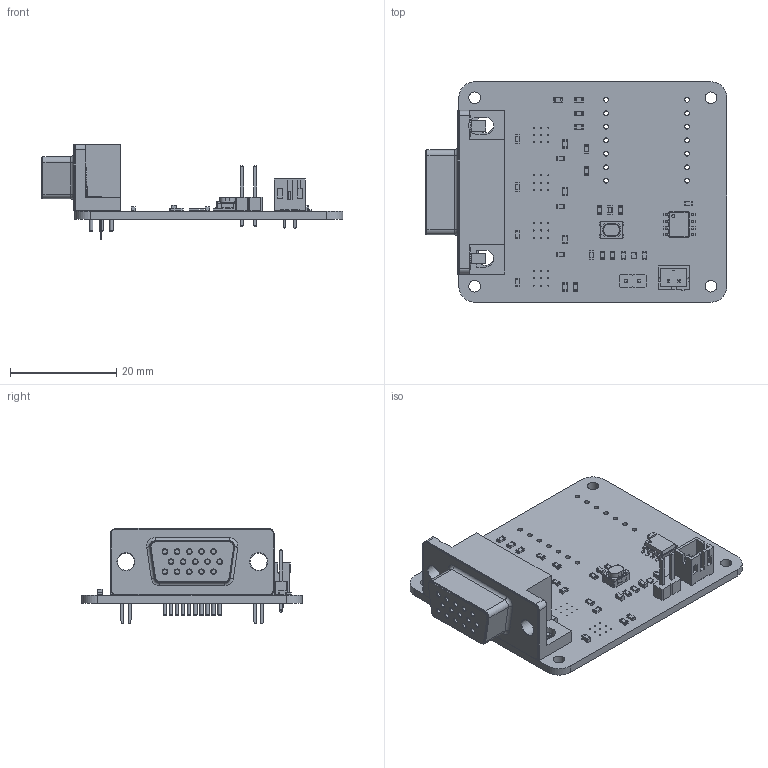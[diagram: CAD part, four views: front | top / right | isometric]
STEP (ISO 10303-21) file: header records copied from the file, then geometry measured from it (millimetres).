
FILE_DESCRIPTION(('KiCad electronic assembly'),'2;1');
FILE_NAME('payload-datalogger.step','2025-04-02T22:35:11',('Pcbnew'),( 'Kicad'),'Open CASCADE STEP processor 7.8','KiCad to STEP converter' ,'Unknown');
FILE_SCHEMA(('AUTOMOTIVE_DESIGN { 1 0 10303 214 1 1 1 1 }'));
Length unit declared in the file: millimetre
Products named in the file (14): payload-datalogger 1; C_0603_1608Metric; JST_PH_B2B-PH-K_1x02_P2.00mm_Vertical; R_0603_1608Metric; OnSemi_XDFN4-1EP_1.0x1.0mm_EP0.52x0.52mm; PinHeader_1x02_P2.54mm_Vertical; LED_0603_1608Metric; PTS815SJM250SMTRLFS; PTS815SJM250SMTRLFS_PART1; PTS815SJM250SMTRLFS_PART2; PTS815SJM250SMTRLFS_PART3; SOIC-8_3.9x4.9mm_P1.27mm; DSUB-15-HD_Socket_Horizontal_P2.29x1.90mm_EdgePinOffset3.03mm_Housed_
MountingHolesOffset4.94mm; payload-datalogger_PCB
Assembly tree (37 placements, depth 3):
  payload-datalogger 1
    C_0603_1608Metric  x9
    JST_PH_B2B-PH-K_1x02_P2.00mm_Vertical
    R_0603_1608Metric  x17
    OnSemi_XDFN4-1EP_1.0x1.0mm_EP0.52x0.52mm
    PinHeader_1x02_P2.54mm_Vertical
    LED_0603_1608Metric
    PTS815SJM250SMTRLFS
      PTS815SJM250SMTRLFS_PART1
      PTS815SJM250SMTRLFS_PART2
      PTS815SJM250SMTRLFS_PART3
    SOIC-8_3.9x4.9mm_P1.27mm
    DSUB-15-HD_Socket_Horizontal_P2.29x1.90mm_EdgePinOffset3.03mm_Housed_
MountingHolesOffset4.94mm
    payload-datalogger_PCB
Bounding box: 56.85 x 41.5 x 17.9 mm (x, y, z)
Volume: 6569.8 mm3; surface area: 7638.1 mm2
Topology: 33 solids, 41 shells, 1630 faces, 4352 edges, 2833 vertices
Faces by surface type: plane 1064, cylinder 478, bspline 32, torus 27, cone 25, revolution 4
Full cylindrical faces by diameter (mm): 0.2 x37, 0.6 x1, 0.64 x15, 0.75 x2, 0.853 x15, 0.889 x14, 0.9 x1, 1 x17, 2.2 x4, 3.2 x4, 4 x2
Entity records: 36874 total; most frequent: CARTESIAN_POINT 6495, ORIENTED_EDGE 5140, DIRECTION 4768, EDGE_CURVE 2688, VERTEX_POINT 1745, LINE 1604, VECTOR 1604, AXIS2_PLACEMENT_3D 1580
